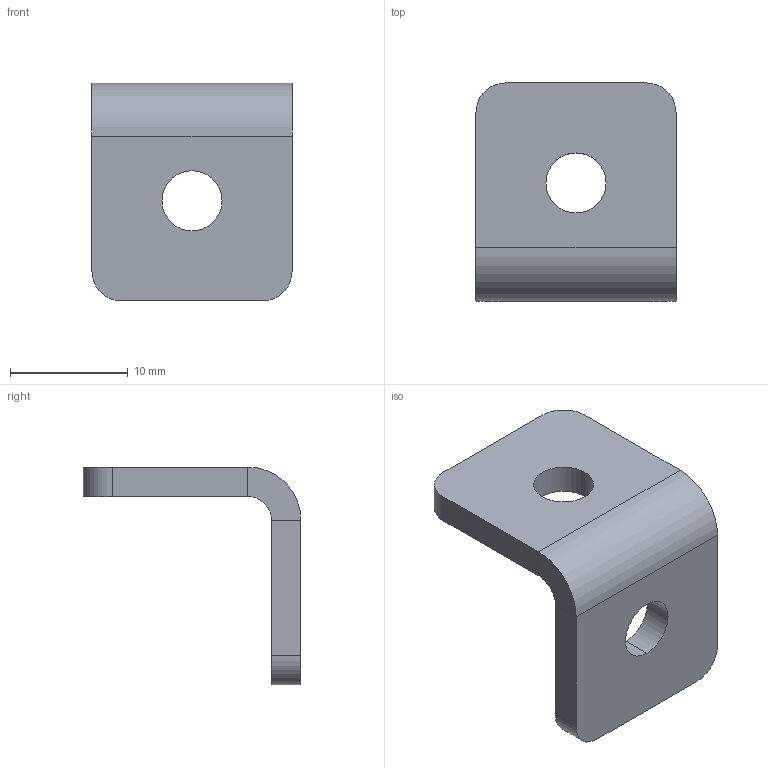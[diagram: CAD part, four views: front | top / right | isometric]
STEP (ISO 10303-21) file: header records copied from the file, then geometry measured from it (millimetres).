
FILE_DESCRIPTION (( 'STEP AP203' ), '1' );
FILE_NAME ('AL-L2020.20 Óãëîâîé ñîåäèíèòåëü ñòàëüíîé 20õ20L, 20 ñåðèÿ.STEP', '2024-10-08T13:47:52', ( '' ), ( '' ), 'SwSTEP 2.0', 'SolidWorks 2021', '' );
FILE_SCHEMA (( 'CONFIG_CONTROL_DESIGN' ));
Length unit declared in the file: millimetre
Products named in the file (1): AL-L2020.20 Óãëîâîé ñîåäèíèòåëü ñòàëüíîé 20õ20L, 20 ñåðèÿ
Bounding box: 17 x 18.5 x 18.5 mm (x, y, z)
Surface area: 1353 mm2 (no closed solid volume)
Topology: 0 solids, 1 shells, 22 faces, 52 edges, 32 vertices
Faces by surface type: plane 12, cylinder 10
Entity records: 717 total; most frequent: DIRECTION 118, CARTESIAN_POINT 107, ORIENTED_EDGE 104, EDGE_CURVE 52, AXIS2_PLACEMENT_3D 43, LINE 32, VECTOR 32, VERTEX_POINT 32
